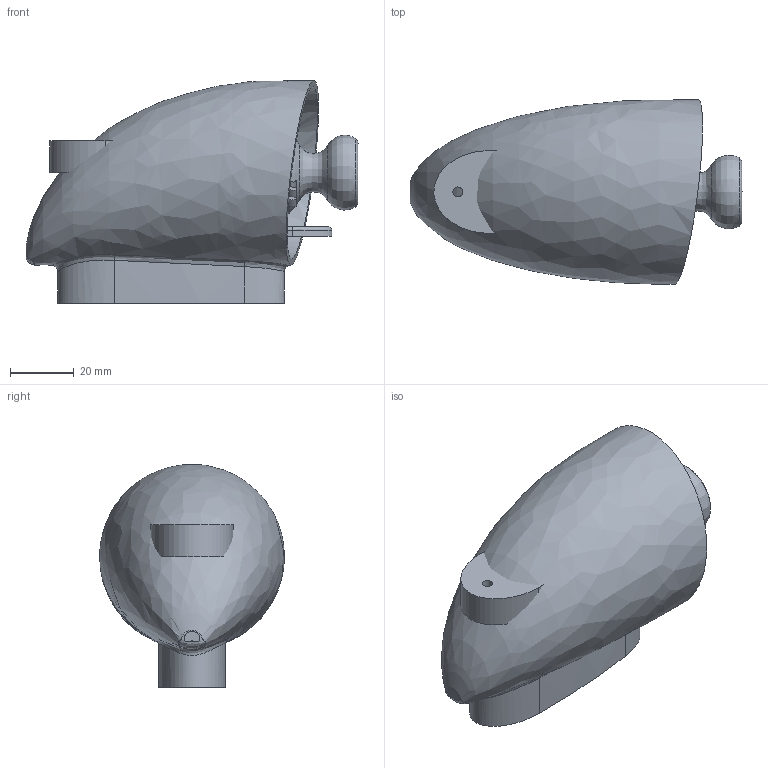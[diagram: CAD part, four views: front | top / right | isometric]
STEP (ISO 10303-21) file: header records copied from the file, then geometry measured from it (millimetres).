
FILE_DESCRIPTION(('FreeCAD Model'),'2;1');
FILE_NAME('Open CASCADE Shape Model','2022-01-02T13:35:57',(''),(''), 'Open CASCADE STEP processor 7.5','FreeCAD','Unknown');
FILE_SCHEMA(('AUTOMOTIVE_DESIGN { 1 0 10303 214 1 1 1 1 }'));
Length unit declared in the file: millimetre
Products named in the file (14): Spiegelgehaeuse_komplett; bd_innenkugel; bd_spiegeltraeger; bd_tellerfeder; M8-Washer; M4x10-Screw; bd_spiegelhalter; bd_spiegelgehaeuse; bd_grundhalter_V1; Verstellknopf; Bowdenhalter; Grundtraeger; bd_gummifuss_unterteil; bd_gummifuss_oberteil
Assembly tree (13 placements, depth 2):
  Spiegelgehaeuse_komplett
    bd_innenkugel
    bd_spiegeltraeger
    bd_tellerfeder
    M8-Washer
    M4x10-Screw
    bd_spiegelhalter
    bd_spiegelgehaeuse
    bd_grundhalter_V1
    Verstellknopf
    Bowdenhalter
    Grundtraeger
    bd_gummifuss_unterteil
    bd_gummifuss_oberteil
Bounding box: 104.19 x 57.97 x 69.9 mm (x, y, z)
Volume: 90745.2 mm3; surface area: 69336.4 mm2
Topology: 13 solids, 13 shells, 527 faces, 1403 edges, 894 vertices
Faces by surface type: plane 216, cylinder 154, bspline 80, revolution 37, cone 15, sphere 13, extrusion 8, torus 4
Full cylindrical faces by diameter (mm): 2 x3, 3.1 x4, 3.3 x5, 4 x12, 4.2 x2, 4.45 x2, 4.5 x2, 5 x1, 5.3 x1, 5.5 x1, 7 x1, 8 x1, 8.4 x1, 16 x2, 24.5 x1, 49.75 x2, 50.5 x1
Entity records: 62568 total; most frequent: CARTESIAN_POINT 35375, DIRECTION 4733, ORIENTED_EDGE 2792, PCURVE 2792, DEFINITIONAL_REPRESENTATION 2792, VECTOR 2464, LINE 2456, EDGE_CURVE 1396
